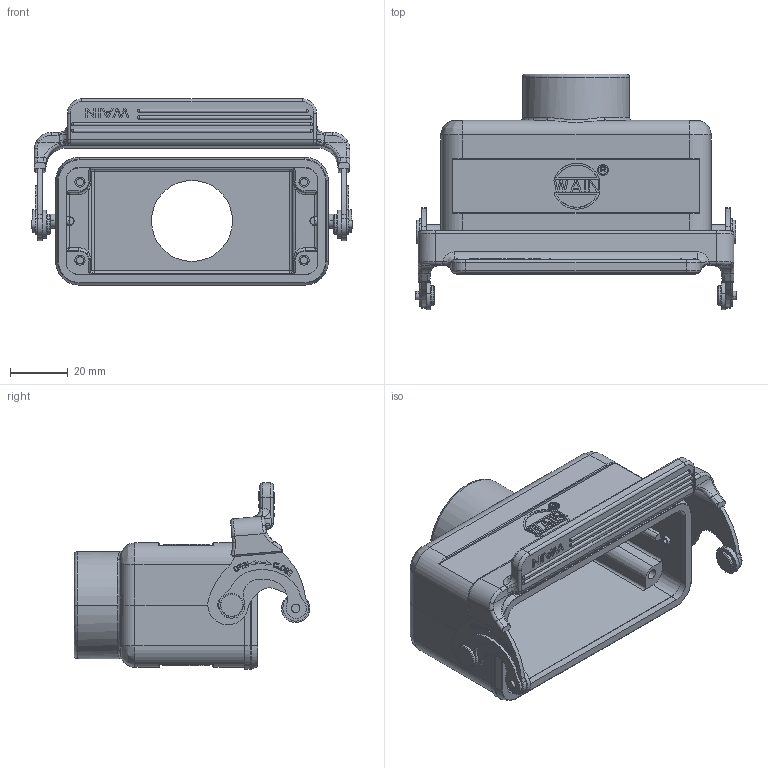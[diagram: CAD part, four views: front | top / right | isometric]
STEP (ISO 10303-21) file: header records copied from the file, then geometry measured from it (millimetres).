
FILE_DESCRIPTION((''),'2;1');
FILE_NAME('H16B-TE','2024-02-05T',('11539'),(''),'PRO/ENGINEER BY PARAMETRIC TECHNOLOGY CORPORATION, 2012480','PRO/ENGINEER BY PARAMETRIC TECHNOLOGY CORPORATION, 2012480','');
FILE_SCHEMA(('CONFIG_CONTROL_DESIGN'));
Length unit declared in the file: millimetre
Products named in the file (1): H16B-TE
Bounding box: 110.7 x 81.48 x 64.43 mm (x, y, z)
Volume: 71518 mm3; surface area: 45393.2 mm2
Topology: 1 solids, 25 shells, 1312 faces, 3522 edges, 2337 vertices
Faces by surface type: plane 628, extrusion 282, cylinder 230, bspline 58, cone 48, torus 44, sphere 18, revolution 4
Entity records: 46037 total; most frequent: CARTESIAN_POINT 14095, ORIENTED_EDGE 6954, DIRECTION 5790, EDGE_CURVE 3504, VERTEX_POINT 2337, VECTOR 2254, LINE 1972, AXIS2_PLACEMENT_3D 1766
